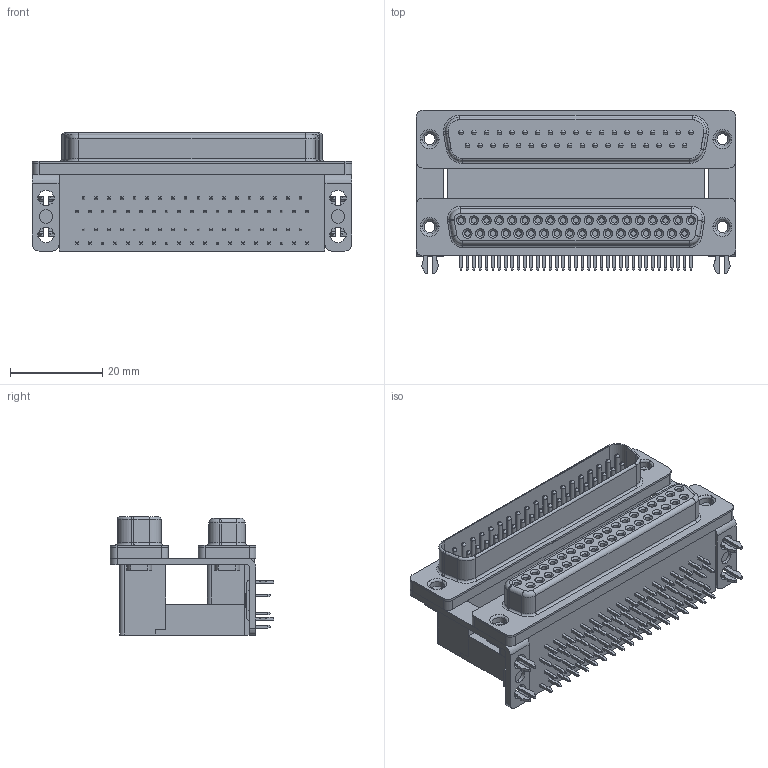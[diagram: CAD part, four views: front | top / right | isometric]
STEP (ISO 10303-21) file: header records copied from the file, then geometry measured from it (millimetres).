
FILE_DESCRIPTION (( 'STEP AP214' ), '1' );
FILE_NAME ('K42X-C37P-S-A4N_rA3.STEP', '2013-12-06T17:36:43', ( '' ), ( '' ), 'SwSTEP 2.0', 'SolidWorks 2012', '' );
FILE_SCHEMA (( 'AUTOMOTIVE_DESIGN' ));
Length unit declared in the file: millimetre
Products named in the file (1): K42X-C37P-S-A4N_rA3
Bounding box: 69.32 x 35.45 x 25.6 mm (x, y, z)
Volume: 30504 mm3; surface area: 14725.7 mm2
Topology: 1 solids, 1 shells, 1365 faces, 3259 edges, 1983 vertices
Faces by surface type: plane 860, cylinder 313, cone 90, sphere 74, torus 28
Entity records: 41980 total; most frequent: DIRECTION 6661, CARTESIAN_POINT 6386, ORIENTED_EDGE 6222, EDGE_CURVE 3111, VECTOR 2293, LINE 2293, AXIS2_PLACEMENT_3D 2184, VERTEX_POINT 1909
